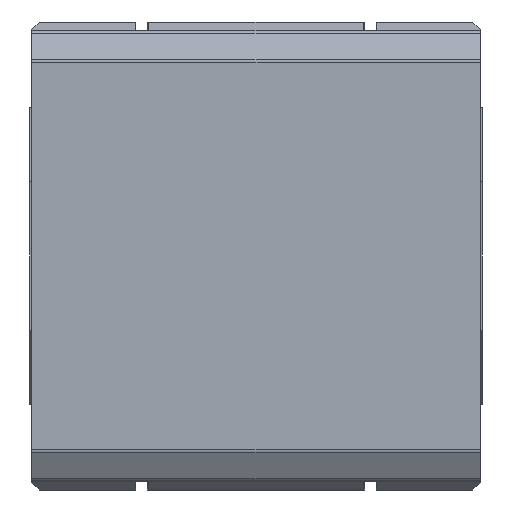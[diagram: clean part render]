
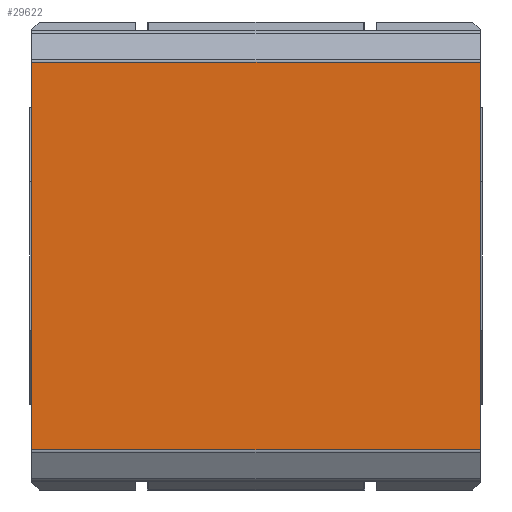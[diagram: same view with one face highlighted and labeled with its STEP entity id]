
A CAD part, front view. The second image highlights one B-rep face of the part: STEP entity #29622.
In plain terms, the highlighted planar face has unit normal (0, -1, 0).
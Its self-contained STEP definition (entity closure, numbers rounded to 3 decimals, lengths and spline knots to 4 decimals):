
#108 = FACE_OUTER_BOUND ( 'NONE', #21119, .T. ) ;
#1709 = VECTOR ( 'NONE', #38795, 39.3701 ) ;
#2212 = CARTESIAN_POINT ( 'NONE',  ( 0.8228, -1.0079, -0.7102 ) ) ;
#2272 = VERTEX_POINT ( 'NONE', #5658 ) ;
#2304 = LINE ( 'NONE', #23236, #22208 ) ;
#4373 = VERTEX_POINT ( 'NONE', #25322 ) ;
#5658 = CARTESIAN_POINT ( 'NONE',  ( -0.8228, -1.0079, 0.7102 ) ) ;
#6031 = VECTOR ( 'NONE', #21596, 39.3701 ) ;
#6926 = DIRECTION ( 'NONE',  ( 0., 0., 1. ) ) ;
#8689 = DIRECTION ( 'NONE',  ( 0., 0., -1. ) ) ;
#9884 = CARTESIAN_POINT ( 'NONE',  ( 0.8228, -1.0079, 0.7102 ) ) ;
#10591 = CARTESIAN_POINT ( 'NONE',  ( 0.8228, -1.0079, 0.7102 ) ) ;
#12913 = VECTOR ( 'NONE', #35412, 39.3701 ) ;
#13535 = EDGE_CURVE ( 'NONE', #2272, #30690, #25003, .T. ) ;
#13710 = ORIENTED_EDGE ( 'NONE', *, *, #28465, .F. ) ;
#15964 = ORIENTED_EDGE ( 'NONE', *, *, #43581, .F. ) ;
#21119 = EDGE_LOOP ( 'NONE', ( #13710, #26739, #15964, #35789 ) ) ;
#21278 = AXIS2_PLACEMENT_3D ( 'NONE', #9884, #41776, #6926 ) ;
#21528 = CARTESIAN_POINT ( 'NONE',  ( -0.8228, -1.0079, -0.7102 ) ) ;
#21596 = DIRECTION ( 'NONE',  ( 0., 0., -1. ) ) ;
#22208 = VECTOR ( 'NONE', #8689, 39.3701 ) ;
#23236 = CARTESIAN_POINT ( 'NONE',  ( 0.8228, -1.0079, 0.8031 ) ) ;
#25003 = LINE ( 'NONE', #38902, #6031 ) ;
#25322 = CARTESIAN_POINT ( 'NONE',  ( 0.8228, -1.0079, 0.7102 ) ) ;
#26739 = ORIENTED_EDGE ( 'NONE', *, *, #32806, .F. ) ;
#27642 = PLANE ( 'NONE',  #21278 ) ;
#28465 = EDGE_CURVE ( 'NONE', #39785, #30690, #31726, .T. ) ;
#29622 = ADVANCED_FACE ( 'NONE', ( #108 ), #27642, .F. ) ;
#30690 = VERTEX_POINT ( 'NONE', #21528 ) ;
#31726 = LINE ( 'NONE', #42227, #1709 ) ;
#32806 = EDGE_CURVE ( 'NONE', #4373, #39785, #2304, .T. ) ;
#35412 = DIRECTION ( 'NONE',  ( 1., 0., 0. ) ) ;
#35789 = ORIENTED_EDGE ( 'NONE', *, *, #13535, .T. ) ;
#38795 = DIRECTION ( 'NONE',  ( -1., 0., 0. ) ) ;
#38902 = CARTESIAN_POINT ( 'NONE',  ( -0.8228, -1.0079, 0.8031 ) ) ;
#39785 = VERTEX_POINT ( 'NONE', #2212 ) ;
#41776 = DIRECTION ( 'NONE',  ( 0., 1., 0. ) ) ;
#41802 = LINE ( 'NONE', #10591, #12913 ) ;
#42227 = CARTESIAN_POINT ( 'NONE',  ( 0.8228, -1.0079, -0.7102 ) ) ;
#43581 = EDGE_CURVE ( 'NONE', #2272, #4373, #41802, .T. ) ;
